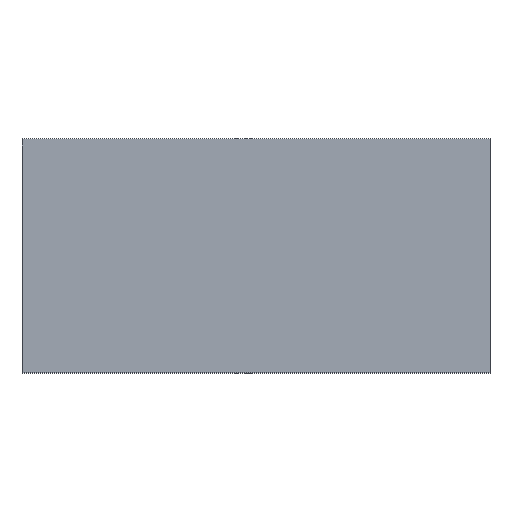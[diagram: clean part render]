
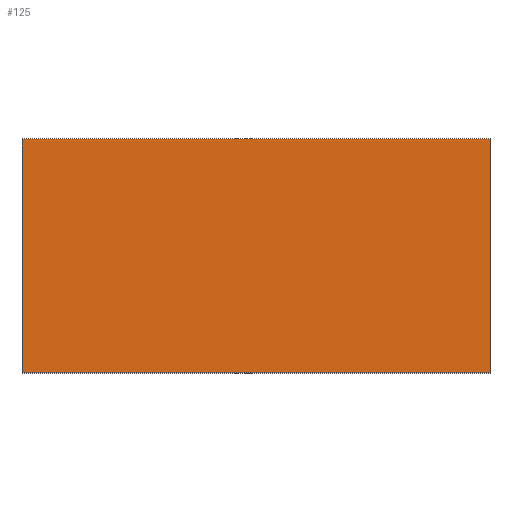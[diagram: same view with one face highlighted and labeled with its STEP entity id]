
A CAD part, top view. The second image highlights one B-rep face of the part: STEP entity #125.
In plain terms, the highlighted planar face has unit normal (0, 0, 1).
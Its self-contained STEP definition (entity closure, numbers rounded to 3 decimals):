
#1 = DIRECTION ( 'NONE',  ( -1., 0., 0. ) ) ;
#8 = AXIS2_PLACEMENT_3D ( 'NONE', #152, #381, #474 ) ;
#13 = PLANE ( 'NONE',  #8 ) ;
#17 = CARTESIAN_POINT ( 'NONE',  ( 150., -75., 20. ) ) ;
#18 = CARTESIAN_POINT ( 'NONE',  ( -150., -75., 20. ) ) ;
#63 = DIRECTION ( 'NONE',  ( 1., 0., 0. ) ) ;
#76 = CARTESIAN_POINT ( 'NONE',  ( -150., -75., 20. ) ) ;
#83 = ORIENTED_EDGE ( 'NONE', *, *, #270, .T. ) ;
#110 = EDGE_CURVE ( 'NONE', #163, #180, #348, .T. ) ;
#119 = CARTESIAN_POINT ( 'NONE',  ( 150., -75., 20. ) ) ;
#125 = ADVANCED_FACE ( 'NONE', ( #441 ), #13, .T. ) ;
#138 = LINE ( 'NONE', #76, #510 ) ;
#152 = CARTESIAN_POINT ( 'NONE',  ( 0., 0., 20. ) ) ;
#163 = VERTEX_POINT ( 'NONE', #18 ) ;
#176 = ORIENTED_EDGE ( 'NONE', *, *, #290, .T. ) ;
#178 = CARTESIAN_POINT ( 'NONE',  ( -150., 75., 20. ) ) ;
#180 = VERTEX_POINT ( 'NONE', #244 ) ;
#207 = EDGE_LOOP ( 'NONE', ( #83, #358, #176, #312 ) ) ;
#238 = VECTOR ( 'NONE', #539, 1000. ) ;
#244 = CARTESIAN_POINT ( 'NONE',  ( 150., -75., 20. ) ) ;
#250 = DIRECTION ( 'NONE',  ( 0., -1., 0. ) ) ;
#270 = EDGE_CURVE ( 'NONE', #447, #163, #138, .T. ) ;
#272 = CARTESIAN_POINT ( 'NONE',  ( 150., 75., 20. ) ) ;
#290 = EDGE_CURVE ( 'NONE', #180, #549, #390, .T. ) ;
#305 = VECTOR ( 'NONE', #1, 1000. ) ;
#312 = ORIENTED_EDGE ( 'NONE', *, *, #502, .T. ) ;
#348 = LINE ( 'NONE', #17, #488 ) ;
#358 = ORIENTED_EDGE ( 'NONE', *, *, #110, .T. ) ;
#381 = DIRECTION ( 'NONE',  ( 0., 0., 1. ) ) ;
#390 = LINE ( 'NONE', #119, #238 ) ;
#441 = FACE_OUTER_BOUND ( 'NONE', #207, .T. ) ;
#445 = LINE ( 'NONE', #503, #305 ) ;
#447 = VERTEX_POINT ( 'NONE', #178 ) ;
#474 = DIRECTION ( 'NONE',  ( 1., 0., 0. ) ) ;
#488 = VECTOR ( 'NONE', #63, 1000. ) ;
#502 = EDGE_CURVE ( 'NONE', #549, #447, #445, .T. ) ;
#503 = CARTESIAN_POINT ( 'NONE',  ( 150., 75., 20. ) ) ;
#510 = VECTOR ( 'NONE', #250, 1000. ) ;
#539 = DIRECTION ( 'NONE',  ( 0., 1., 0. ) ) ;
#549 = VERTEX_POINT ( 'NONE', #272 ) ;
